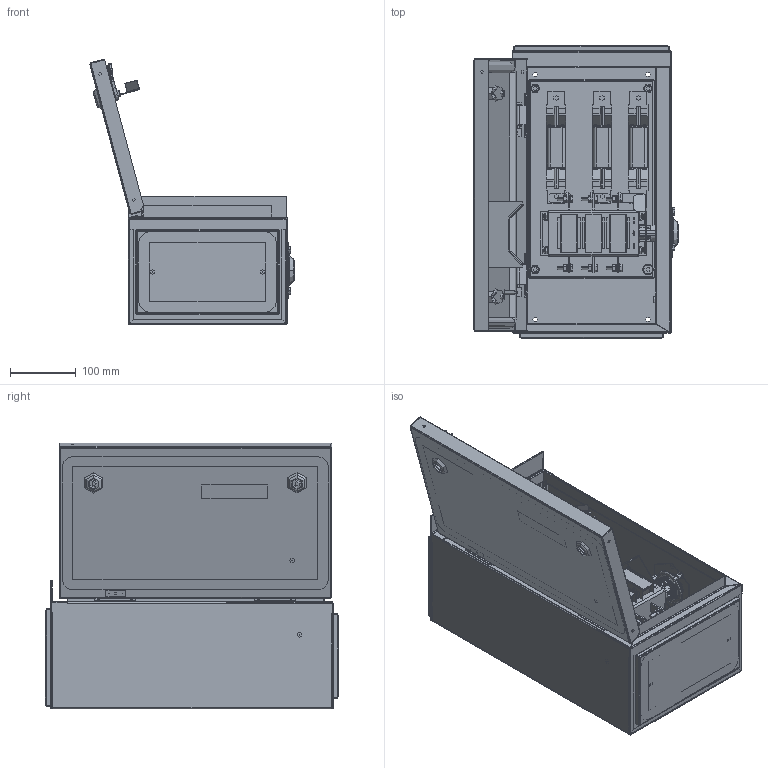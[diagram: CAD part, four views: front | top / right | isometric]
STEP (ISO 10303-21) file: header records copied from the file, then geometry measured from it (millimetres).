
FILE_DESCRIPTION (( 'STEP AP203' ), '1' );
FILE_NAME ('ÀÃÈÅ 314.00.000 Êîðïóñ ßÐÏ â ñáîðå 100À-2 íàïðàâëåíèÿ.STEP', '2022-02-09T13:47:17', ( '' ), ( '' ), 'SwSTEP 2.0', 'SolidWorks 2017', '' );
FILE_SCHEMA (( 'CONFIG_CONTROL_DESIGN' ));
Length unit declared in the file: millimetre
Products named in the file (155): ﾘ琺矜 ﾃﾎﾑﾒ 6402-70; Øïèëüêà Ì6õ20 (2010); ﾘ琺矜 ﾃﾎﾑﾒ 11371; 令腧 梦岩 7798 (镱腠); 鰍-33 (0); IEK 705.024 (扻錝僝鍧); Øïèëüêà Ì6õ20 (2010)_˜¯¨«ìª  Œ6å16; Ðåçèíà ÏÐ íîâ; ÀÃÈÅ 314.00.000 Êîðïóñ ßÐÏ â ñáîðå 100À-2 íàïðàâëåíèÿ; SRK01-211-100 Âûêëþ÷àòåëü-ðàçúåäèíèòåëü ÂÐ32È-31Â71250 100À IEK; ÀÃÈÅ 314.02.000 Ïàíåëü ìîíòàæíàÿ â ñáîðå; Ãàéêà ÃÎÑÒ 5915; ÀÃÈÅ 226.00.000 ÑÁ Êîðïóñ ìåòàëëè÷åñêèé ßÐÏ-õõõÀ_-10; ÀÃÈÅ 226.03.000 ÑÁ Áîêîâèíà â ñáîðå_-10; ÀÃÈÅ 226.00.002 Ïëàñòèíà èçîëÿöèîííàÿ_-04; ﾀﾃﾈﾅ 226.01.001 ﾄ濵; ÀÃÈÅ 226.00.001 Ïàíåëü ìîíòàæíàÿ; 烂扰 226.06.001 署赅 膻麝郷-04; ÀÃÈÅ 314.02.010 Øèíà À_˜¨­  €-100€; Ãàéêà ôëàíöåâàÿ ÃÎÑÒ 50592-93_Œ8; Çàêë¸ïêà âûòÿæíàÿ; ÀÃÈÅ 226.06.001 Êðûøêà ëþ÷êà; 705.023 Îñü; ÀÃÈÅ 314.02.012 Øèíà Ñ; Ñàëüíèê ÈÝÊ èçì.2_IEK201.005 (ü5); Çàêë¸ïêà âûòÿæíàÿ_4.0å7 St_St (2.5 ¬¬); ÀÃÈÅ 314.02.000 Ïàíåëü ìîíòàæíàÿ â ñáîðå_-03; Ãàéêà ÃÎÑÒ 5915_Œ 6; Zamok; ÀÃÈÅ 226.00.001 Ïàíåëü ìîíòàæíàÿ_-07; 烂扰 226.02.005 鱼铍铌; Øïèëüêà Ì6õ20 (2010)_˜¯¨«ìª  Œ10å25; ������_���.1_���-100 �� ��� ���ࠢ����� ���. �; 烂扰 226.06.001 署赅 膻麝郷-06; Çàêë¸ïêà ðåçüáîâàÿ FAR_M6 (¢ëâï­ãâ ï ­  1,4 ¬¬); DPP20-063 Ïëàâêàÿ âñòàâêà ïðåäîõðàíèòåëÿ ÏÏÍÈ-33, ãàáàðèò 0, 63À; ﾏ褞襄鮏湜鸚ｐ32-31; ÀÃÈÅ 314.02.011 Øèíà Â_˜¨­  ‚-100€; 烂扰 226.05.002 需沐朦_-03; ÀÃÈÅ 314.02.011 Øèíà Â ...
Assembly tree (123 placements, depth 5):
  ﾘ琺矜 ﾃﾎﾑﾒ 6402-70
  Øïèëüêà Ì6õ20 (2010)
  Øïèëüêà Ì6õ20 (2010)
  ﾘ琺矜 ﾃﾎﾑﾒ 11371
  鰍-33 (0)
Bounding box: 311.36 x 447 x 404.88 mm (x, y, z)
Volume: 2204229.9 mm3; surface area: 2006763.3 mm2
Topology: 135 solids, 135 shells, 5152 faces, 13190 edges, 8487 vertices
Faces by surface type: plane 2921, cylinder 1659, cone 250, bspline 196, torus 110, sphere 16
Entity records: 136058 total; most frequent: CARTESIAN_POINT 26505, DIRECTION 19862, ORIENTED_EDGE 19564, EDGE_CURVE 9782, AXIS2_PLACEMENT_3D 6635, LINE 6592, VECTOR 6592, VERTEX_POINT 6311
